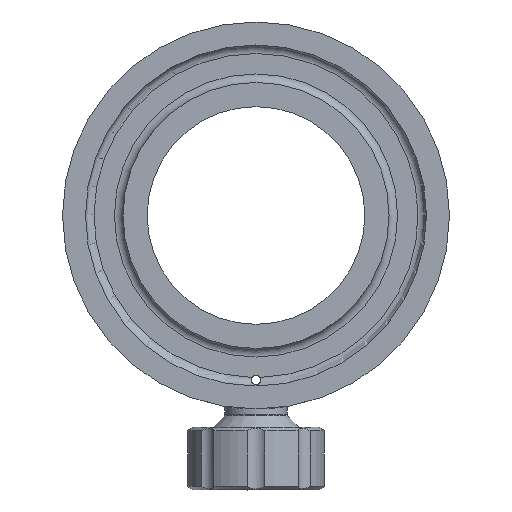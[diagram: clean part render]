
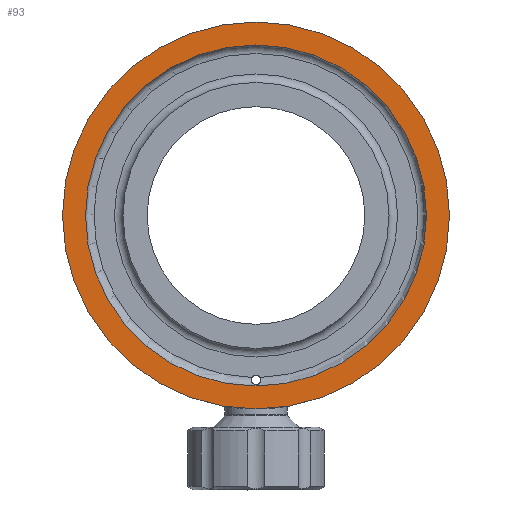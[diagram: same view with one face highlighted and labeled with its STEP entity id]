
A CAD part, left-side view. The second image highlights one B-rep face of the part: STEP entity #93.
In plain terms, the highlighted planar face has unit normal (-1, 0, 0).
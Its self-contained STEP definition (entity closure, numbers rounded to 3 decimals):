
#93 = ADVANCED_FACE( '', ( #219, #220 ), #221, .F. );
#219 = FACE_OUTER_BOUND( '', #390, .T. );
#220 = FACE_BOUND( '', #391, .T. );
#221 = PLANE( '', #392 );
#390 = EDGE_LOOP( '', ( #600 ) );
#391 = EDGE_LOOP( '', ( #601 ) );
#392 = AXIS2_PLACEMENT_3D( '', #602, #603, #604 );
#600 = ORIENTED_EDGE( '', *, *, #903, .F. );
#601 = ORIENTED_EDGE( '', *, *, #886, .T. );
#602 = CARTESIAN_POINT( '', ( -60., 0., 55. ) );
#603 = DIRECTION( '', ( 1., 0., 0. ) );
#604 = DIRECTION( '', ( 0., 0., -1. ) );
#886 = EDGE_CURVE( '', #1034, #1034, #1035, .T. );
#903 = EDGE_CURVE( '', #1061, #1061, #1062, .T. );
#1034 = VERTEX_POINT( '', #1430 );
#1035 = CIRCLE( '', #1431, 70.5 );
#1061 = VERTEX_POINT( '', #1541 );
#1062 = CIRCLE( '', #1542, 80. );
#1430 = CARTESIAN_POINT( '', ( -60., 0., -70.5 ) );
#1431 = AXIS2_PLACEMENT_3D( '', #2065, #2066, #2067 );
#1541 = CARTESIAN_POINT( '', ( -60., 0., -80. ) );
#1542 = AXIS2_PLACEMENT_3D( '', #2090, #2091, #2092 );
#2065 = CARTESIAN_POINT( '', ( -60., 0., 0. ) );
#2066 = DIRECTION( '', ( 1., 0., 0. ) );
#2067 = DIRECTION( '', ( 0., 0., -1. ) );
#2090 = CARTESIAN_POINT( '', ( -60., 0., 0. ) );
#2091 = DIRECTION( '', ( 1., 0., 0. ) );
#2092 = DIRECTION( '', ( 0., 0., -1. ) );
